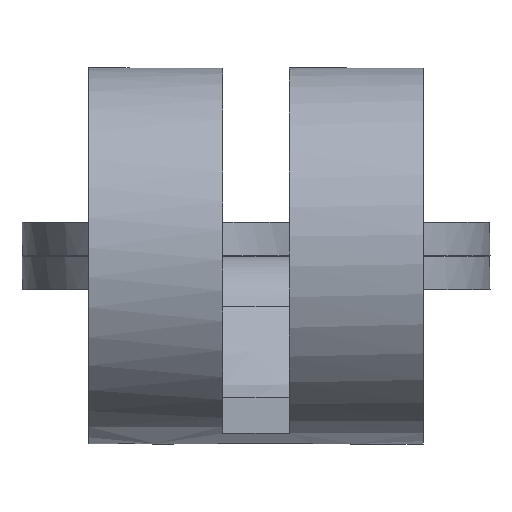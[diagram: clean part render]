
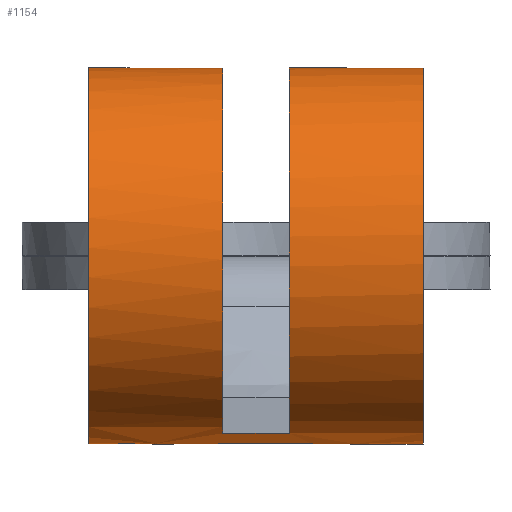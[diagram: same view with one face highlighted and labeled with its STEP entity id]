
A CAD part, left-side view. The second image highlights one B-rep face of the part: STEP entity #1154.
In plain terms, the highlighted free-form (B-spline) face has degree [1, 2] with [2, 9] control points.
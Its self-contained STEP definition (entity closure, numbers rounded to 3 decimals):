
#241=CARTESIAN_POINT('',(-0.5,0.4,-2.121));
#242=VERTEX_POINT('',#241);
#303=CARTESIAN_POINT('',(2.375,0.4,0.74));
#304=VERTEX_POINT('',#303);
#318=CARTESIAN_POINT('',(2.375,0.4,0.74));
#319=CARTESIAN_POINT('',(1.785,0.4,2.434));
#320=CARTESIAN_POINT('',(0.002,0.4,2.236));
#321=CARTESIAN_POINT('',(-1.78,0.4,2.039));
#322=CARTESIAN_POINT('',(-1.985,0.4,0.258));
#323=CARTESIAN_POINT('',(-2.191,0.4,-1.524));
#324=CARTESIAN_POINT('',(-0.5,0.4,-2.121));
#332=(BOUNDED_CURVE()B_SPLINE_CURVE(2,(#318,#319,#320,#321,#322,#323,#324),.UNSPECIFIED.,.F.,.U.)B_SPLINE_CURVE_WITH_KNOTS((3,2,2,3),(0.0,0.333,0.667,1.0),.UNSPECIFIED.)CURVE()GEOMETRIC_REPRESENTATION_ITEM()RATIONAL_B_SPLINE_CURVE((1.0,0.782,1.0,0.782,1.0,0.782,1.0))REPRESENTATION_ITEM(''));
#333=EDGE_CURVE('',#304,#242,#332,.T.);
#343=CARTESIAN_POINT('',(-0.5,-0.4,-2.121));
#344=VERTEX_POINT('',#343);
#345=CARTESIAN_POINT('',(2.375,-0.4,0.74));
#346=VERTEX_POINT('',#345);
#347=CARTESIAN_POINT('',(-0.5,-0.4,-2.121));
#348=CARTESIAN_POINT('',(-2.191,-0.4,-1.524));
#349=CARTESIAN_POINT('',(-1.985,-0.4,0.258));
#350=CARTESIAN_POINT('',(-1.78,-0.4,2.039));
#351=CARTESIAN_POINT('',(0.002,-0.4,2.236));
#352=CARTESIAN_POINT('',(1.785,-0.4,2.434));
#353=CARTESIAN_POINT('',(2.375,-0.4,0.74));
#361=(BOUNDED_CURVE()B_SPLINE_CURVE(2,(#347,#348,#349,#350,#351,#352,#353),.UNSPECIFIED.,.F.,.U.)B_SPLINE_CURVE_WITH_KNOTS((3,2,2,3),(0.0,0.333,0.667,1.0),.UNSPECIFIED.)CURVE()GEOMETRIC_REPRESENTATION_ITEM()RATIONAL_B_SPLINE_CURVE((1.0,0.782,1.0,0.782,1.0,0.782,1.0))REPRESENTATION_ITEM(''));
#362=EDGE_CURVE('',#344,#346,#361,.T.);
#447=CARTESIAN_POINT('',(-0.5,0.4,-2.121));
#448=CARTESIAN_POINT('',(-0.5,-0.4,-2.121));
#449=QUASI_UNIFORM_CURVE('',1,(#447,#448),.UNSPECIFIED.,.F.,.U.);
#450=EDGE_CURVE('',#242,#344,#449,.T.);
#883=CARTESIAN_POINT('',(2.375,-2.0,0.74));
#884=VERTEX_POINT('',#883);
#898=CARTESIAN_POINT('',(2.375,-2.0,-0.74));
#899=VERTEX_POINT('',#898);
#900=CARTESIAN_POINT('',(2.375,-2.0,0.74));
#901=CARTESIAN_POINT('',(1.749,-2.,2.536));
#902=CARTESIAN_POINT('',(-0.125,-2.0,2.218));
#903=CARTESIAN_POINT('',(-2.,-2.,1.901));
#904=CARTESIAN_POINT('',(-2.0,-2.0,0.0));
#905=CARTESIAN_POINT('',(-2.,-2.,-1.901));
#906=CARTESIAN_POINT('',(-0.125,-2.0,-2.218));
#907=CARTESIAN_POINT('',(1.749,-2.,-2.536));
#908=CARTESIAN_POINT('',(2.375,-2.0,-0.74));
#916=(BOUNDED_CURVE()B_SPLINE_CURVE(2,(#900,#901,#902,#903,#904,#905,#906,#907,#908),.UNSPECIFIED.,.F.,.U.)B_SPLINE_CURVE_WITH_KNOTS((3,2,2,2,3),(0.0,0.25,0.5,0.75,1.0),.UNSPECIFIED.)CURVE()GEOMETRIC_REPRESENTATION_ITEM()RATIONAL_B_SPLINE_CURVE((1.0,0.764,1.0,0.764,1.0,0.764,1.0,0.764,1.0))REPRESENTATION_ITEM(''));
#917=EDGE_CURVE('',#884,#899,#916,.T.);
#991=CARTESIAN_POINT('',(2.375,2.,-0.74));
#992=VERTEX_POINT('',#991);
#1006=CARTESIAN_POINT('',(2.375,2.,0.74));
#1007=VERTEX_POINT('',#1006);
#1008=CARTESIAN_POINT('',(2.375,2.,-0.74));
#1009=CARTESIAN_POINT('',(1.749,2.,-2.536));
#1010=CARTESIAN_POINT('',(-0.125,2.,-2.218));
#1011=CARTESIAN_POINT('',(-2.,2.,-1.901));
#1012=CARTESIAN_POINT('',(-2.0,2.,0.0));
#1013=CARTESIAN_POINT('',(-2.,2.,1.901));
#1014=CARTESIAN_POINT('',(-0.125,2.,2.218));
#1015=CARTESIAN_POINT('',(1.749,2.,2.536));
#1016=CARTESIAN_POINT('',(2.375,2.,0.74));
#1024=(BOUNDED_CURVE()B_SPLINE_CURVE(2,(#1008,#1009,#1010,#1011,#1012,#1013,#1014,#1015,#1016),.UNSPECIFIED.,.F.,.U.)B_SPLINE_CURVE_WITH_KNOTS((3,2,2,2,3),(0.0,0.25,0.5,0.75,1.0),.UNSPECIFIED.)CURVE()GEOMETRIC_REPRESENTATION_ITEM()RATIONAL_B_SPLINE_CURVE((1.0,0.764,1.0,0.764,1.0,0.764,1.0,0.764,1.0))REPRESENTATION_ITEM(''));
#1025=EDGE_CURVE('',#992,#1007,#1024,.T.);
#1076=CARTESIAN_POINT('',(2.375,-0.4,0.74));
#1077=CARTESIAN_POINT('',(2.375,-2.0,0.74));
#1078=QUASI_UNIFORM_CURVE('',1,(#1076,#1077),.UNSPECIFIED.,.F.,.U.);
#1079=EDGE_CURVE('',#346,#884,#1078,.T.);
#1099=CARTESIAN_POINT('',(2.375,2.,-0.74));
#1100=CARTESIAN_POINT('',(2.375,-2.0,-0.74));
#1101=QUASI_UNIFORM_CURVE('',1,(#1099,#1100),.UNSPECIFIED.,.F.,.U.);
#1102=EDGE_CURVE('',#992,#899,#1101,.T.);
#1114=CARTESIAN_POINT('',(2.398,2.1,-0.669));
#1115=CARTESIAN_POINT('',(2.398,-2.102,-0.669));
#1116=CARTESIAN_POINT('',(1.817,2.1,-2.536));
#1117=CARTESIAN_POINT('',(1.817,-2.102,-2.536));
#1118=CARTESIAN_POINT('',(-0.113,2.1,-2.221));
#1119=CARTESIAN_POINT('',(-0.113,-2.102,-2.221));
#1120=CARTESIAN_POINT('',(-2.043,2.1,-1.905));
#1121=CARTESIAN_POINT('',(-2.043,-2.102,-1.905));
#1122=CARTESIAN_POINT('',(-1.999,2.1,0.051));
#1123=CARTESIAN_POINT('',(-1.999,-2.102,0.051));
#1124=CARTESIAN_POINT('',(-1.956,2.1,2.006));
#1125=CARTESIAN_POINT('',(-1.956,-2.102,2.006));
#1126=CARTESIAN_POINT('',(-0.013,2.1,2.235));
#1127=CARTESIAN_POINT('',(-0.013,-2.102,2.235));
#1128=CARTESIAN_POINT('',(1.929,2.1,2.463));
#1129=CARTESIAN_POINT('',(1.929,-2.102,2.463));
#1130=CARTESIAN_POINT('',(2.426,2.1,0.571));
#1131=CARTESIAN_POINT('',(2.426,-2.102,0.571));
#1139=(BOUNDED_SURFACE()B_SPLINE_SURFACE(1,2,((#1114,#1116,#1118,#1120,#1122,#1124,#1126,#1128,#1130),(#1115,#1117,#1119,#1121,#1123,#1125,#1127,#1129,#1131)),.UNSPECIFIED.,.F.,.F.,.U.)B_SPLINE_SURFACE_WITH_KNOTS((2,2),(3,2,2,2,3),(0.0,4.202),(0.0,3.365,6.73,10.095,13.46),.UNSPECIFIED.)GEOMETRIC_REPRESENTATION_ITEM()RATIONAL_B_SPLINE_SURFACE(((1.0,0.755,1.0,0.755,1.0,0.755,1.0,0.755,1.0),(1.0,0.755,1.0,0.755,1.0,0.755,1.0,0.755,1.0)))REPRESENTATION_ITEM('')SURFACE());
#1140=ORIENTED_EDGE('',*,*,#333,.F.);
#1141=CARTESIAN_POINT('',(2.375,2.,0.74));
#1142=CARTESIAN_POINT('',(2.375,0.4,0.74));
#1143=QUASI_UNIFORM_CURVE('',1,(#1141,#1142),.UNSPECIFIED.,.F.,.U.);
#1144=EDGE_CURVE('',#1007,#304,#1143,.T.);
#1145=ORIENTED_EDGE('',*,*,#1144,.F.);
#1146=ORIENTED_EDGE('',*,*,#1025,.F.);
#1147=ORIENTED_EDGE('',*,*,#1102,.T.);
#1148=ORIENTED_EDGE('',*,*,#917,.F.);
#1149=ORIENTED_EDGE('',*,*,#1079,.F.);
#1150=ORIENTED_EDGE('',*,*,#362,.F.);
#1151=ORIENTED_EDGE('',*,*,#450,.F.);
#1152=EDGE_LOOP('',(#1140,#1145,#1146,#1147,#1148,#1149,#1150,#1151));
#1153=FACE_OUTER_BOUND('',#1152,.T.);
#1154=ADVANCED_FACE('',(#1153),#1139,.T.);
